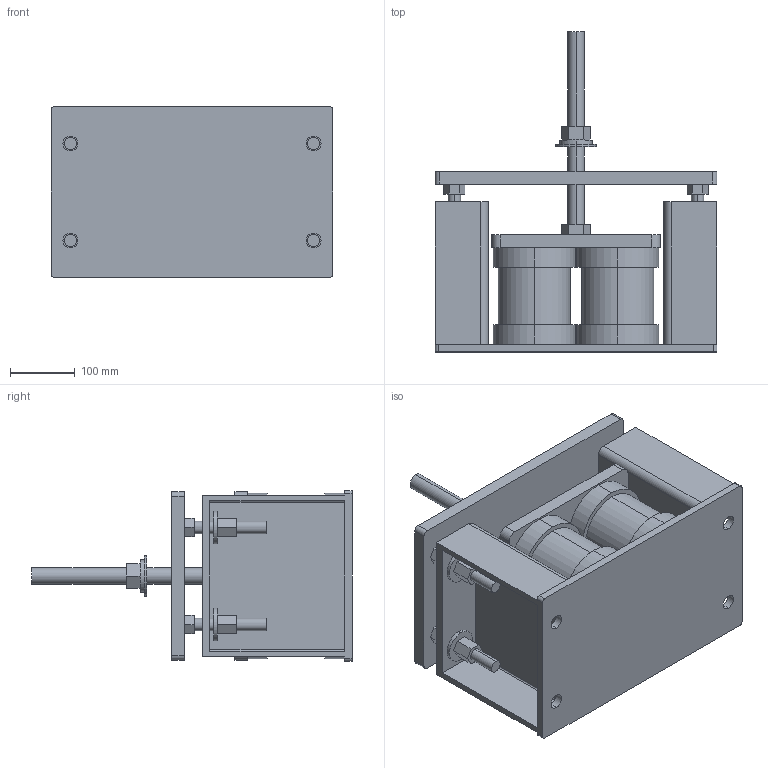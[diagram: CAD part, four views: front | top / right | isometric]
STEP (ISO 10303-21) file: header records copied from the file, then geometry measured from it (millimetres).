
FILE_DESCRIPTION (( 'STEP AP203' ), '1' );
FILE_NAME ('SMRT-4-500 Rev C.STEP', '2023-05-25T19:48:06', ( '' ), ( '' ), 'SwSTEP 2.0', 'SolidWorks 2016', '' );
FILE_SCHEMA (( 'CONFIG_CONTROL_DESIGN' ));
Length unit declared in the file: inch
Products named in the file (1): SMRT-4-500 Rev C
Bounding box: 436 x 495.3 x 264 mm (x, y, z)
Volume: 13911415.7 mm3; surface area: 1293687.3 mm2
Topology: 1 solids, 1 shells, 224 faces, 546 edges, 364 vertices
Faces by surface type: plane 130, cylinder 94
Entity records: 6741 total; most frequent: DIRECTION 1184, CARTESIAN_POINT 1135, ORIENTED_EDGE 1092, EDGE_CURVE 546, AXIS2_PLACEMENT_3D 413, VERTEX_POINT 364, VECTOR 358, LINE 358
